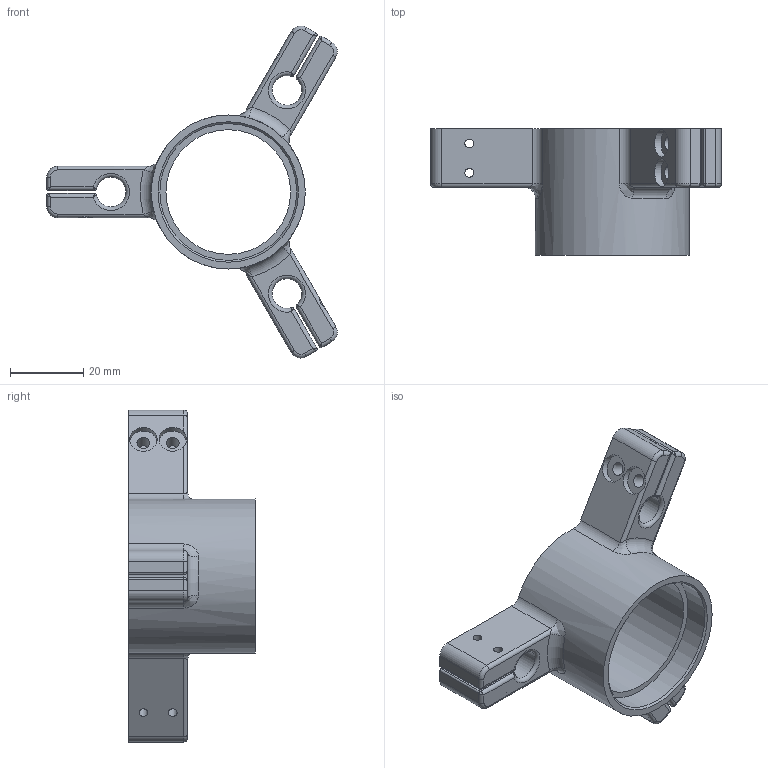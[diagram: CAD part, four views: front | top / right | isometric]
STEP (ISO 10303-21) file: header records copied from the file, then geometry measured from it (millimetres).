
FILE_DESCRIPTION(/* description */ (''),/* implementation_level */ '2;1');
FILE_NAME(/* name */ 'T_BEARING_BASE.stp',/* time_stamp */ '2022-07-20T21:19:55+09:00',/* author */ (''),/* organization */ (''),/* preprocessor_version */ 'ST-DEVELOPER v16.7',/* originating_system */ '',/* authorisation */ '');
FILE_SCHEMA (('AUTOMOTIVE_DESIGN { 1 0 10303 214 3 1 1 1 }'));
Length unit declared in the file: millimetre
Products named in the file (1): T_BEARING_BASE
Bounding box: 79.21 x 34.5 x 90.54 mm (x, y, z)
Volume: 28603.2 mm3; surface area: 17174.3 mm2
Topology: 1 solids, 1 shells, 148 faces, 369 edges, 221 vertices
Faces by surface type: cylinder 76, plane 40, bspline 18, torus 12, cone 2
Full cylindrical faces by diameter (mm): 2.4 x9, 3.5 x6, 7.5 x6, 34 x1, 37.3 x2, 42 x1
Entity records: 5116 total; most frequent: CARTESIAN_POINT 1718, DIRECTION 724, ORIENTED_EDGE 642, EDGE_CURVE 321, AXIS2_PLACEMENT_3D 297, VERTEX_POINT 210, EDGE_LOOP 209, CIRCLE 153
